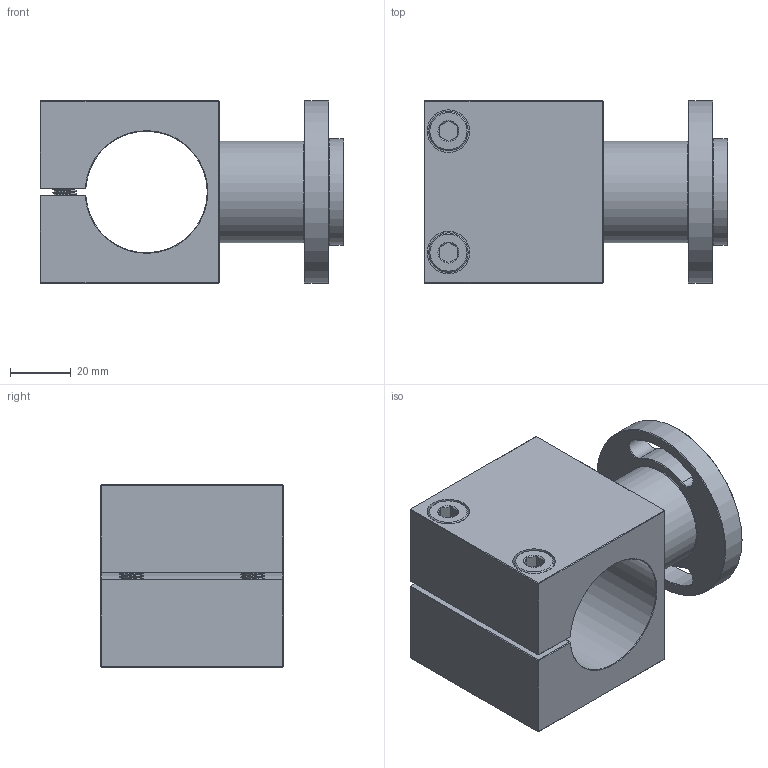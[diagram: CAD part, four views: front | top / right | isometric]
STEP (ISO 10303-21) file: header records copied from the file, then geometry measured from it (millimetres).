
FILE_DESCRIPTION(/* description */ (''),/* implementation_level */ '2;1');
FILE_NAME(/* name */ 'b4a52503-f687-4dd6-adb6-82b026142135.stp',/* time_stamp */ '2024-10-08T19:07:34Z',/* author */ (''),/* organization */ (''),/* preprocessor_version */ 'ST-DEVELOPER v20',/* originating_system */ 'Autodesk Translation Framework v13.20.0.188',/* authorisation */ '');
FILE_SCHEMA (('AUTOMOTIVE_DESIGN { 1 0 10303 214 3 1 1 }'));
Length unit declared in the file: millimetre
Products named in the file (3): SE 01_019; SE 01.019_body_part; Socket_head_screw_M8
Assembly tree (3 placements, depth 2):
  SE 01_019
    Socket_head_screw_M8  x2
    SE 01.019_body_part
Bounding box: 100 x 60 x 60 mm (x, y, z)
Volume: 182596.1 mm3; surface area: 45290.1 mm2
Topology: 3 solids, 3 shells, 522 faces, 1425 edges, 918 vertices
Faces by surface type: cylinder 392, plane 74, cone 44, bspline 12
Full cylindrical faces by diameter (mm): 6.701 x54, 7.234 x56, 8 x56, 8.128 x34, 13 x2, 14 x2, 33.5 x1, 35 x1, 60 x1
Entity records: 34245 total; most frequent: CARTESIAN_POINT 24304, ORIENTED_EDGE 2408, DIRECTION 1504, EDGE_CURVE 1204, VERTEX_POINT 775, B_SPLINE_CURVE_WITH_KNOTS 655, AXIS2_PLACEMENT_3D 527, EDGE_LOOP 459
